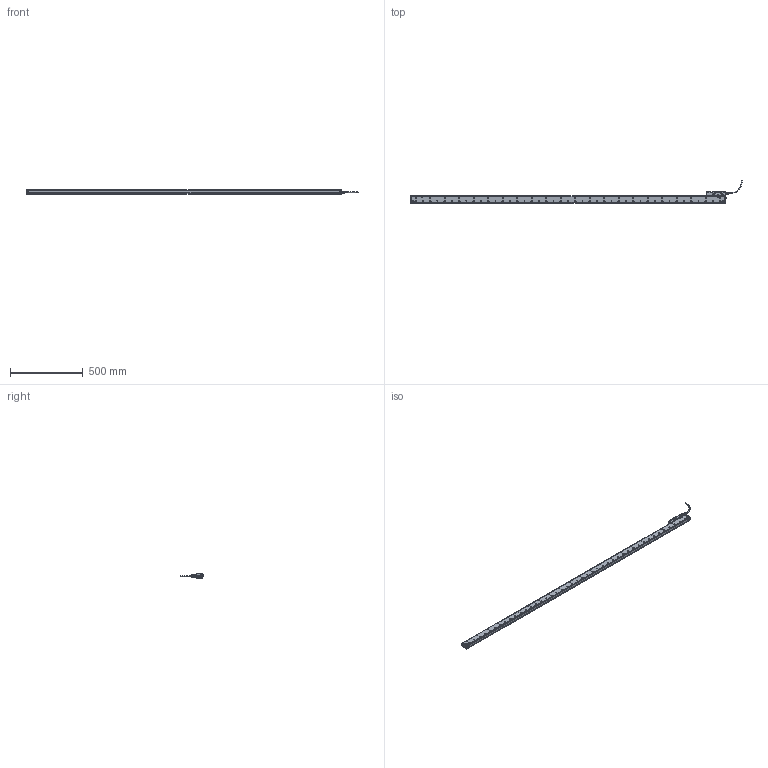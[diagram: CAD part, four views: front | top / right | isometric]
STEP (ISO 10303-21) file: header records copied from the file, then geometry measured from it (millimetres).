
FILE_DESCRIPTION(('CATIA V5 STEP'),'2;1');
FILE_NAME('SR67A-204-L.stp','2013-11-27T04:52:22+00:00',('none'),('none'),'CATIA Version 5 Release 19 SP 6 (IN-10)','CATIA V5 STEP AP214','none');
FILE_SCHEMA(('AUTOMOTIVE_DESIGN { 1 0 10303 214 1 1 1 1 }'));
Products named in the file (1): SR67A-204-L
Bounding box: 2289.4 x 153.8 x 31.5 mm (x, y, z)
Volume: 2850464.1 mm3; surface area: 457351.1 mm2
Topology: 1 solids, 217 shells, 5727 faces, 15306 edges, 10135 vertices
Faces by surface type: plane 2509, cylinder 2302, cone 600, torus 229, sphere 43, bspline 33, extrusion 11
Entity records: 173510 total; most frequent: CARTESIAN_POINT 38674, ORIENTED_EDGE 30348, DIRECTION 22592, EDGE_CURVE 15174, AXIS2_PLACEMENT_3D 10697, VERTEX_POINT 10131, VECTOR 7697, LINE 7686
